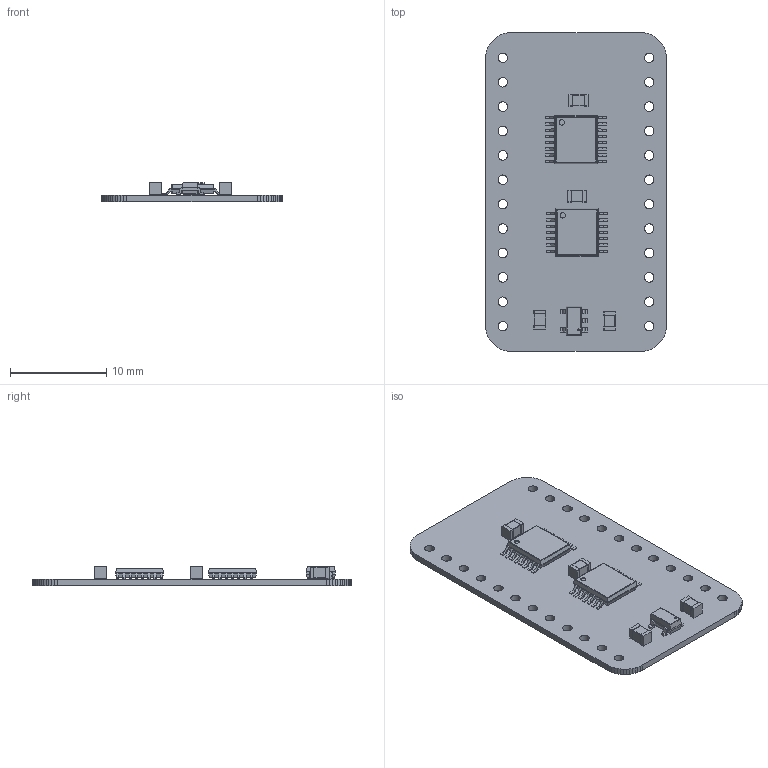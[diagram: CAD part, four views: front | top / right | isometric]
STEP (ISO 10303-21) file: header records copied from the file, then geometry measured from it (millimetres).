
FILE_DESCRIPTION(('KiCad electronic assembly'),'2;1');
FILE_NAME('Sound Address Decode.step','2023-11-19T17:29:35',('Pcbnew'),( 'Kicad'),'Open CASCADE STEP processor 7.6','KiCad to STEP converter' ,'Unknown');
FILE_SCHEMA(('AUTOMOTIVE_DESIGN { 1 0 10303 214 1 1 1 1 }'));
Length unit declared in the file: millimetre
Products named in the file (10): Sound Address Decode 1; 74LVC74APW,118; COMPOUND; C_0805_2012Metric; SOLID; MC74VHC139DR2G; AP7365-33WG-7; _autosave-Sound Address Decode PCB
Assembly tree (12 placements, depth 3):
  Sound Address Decode 1
    74LVC74APW,118
      COMPOUND
    C_0805_2012Metric  x4
      SOLID
    MC74VHC139DR2G
      COMPOUND
    AP7365-33WG-7
      COMPOUND
    _autosave-Sound Address Decode PCB
Bounding box: 18.8 x 33.17 x 2.03 mm (x, y, z)
Volume: 467.9 mm3; surface area: 1540.4 mm2
Topology: 43 solids, 43 shells, 721 faces, 1824 edges, 1200 vertices
Faces by surface type: plane 517, cylinder 204
Full cylindrical faces by diameter (mm): 0.2 x1, 0.55 x2, 1 x24
Entity records: 41092 total; most frequent: CARTESIAN_POINT 7912, DIRECTION 6215, LINE 4168, VECTOR 4168, ORIENTED_EDGE 3216, PCURVE 3216, DEFINITIONAL_REPRESENTATION 3216, EDGE_CURVE 1608
